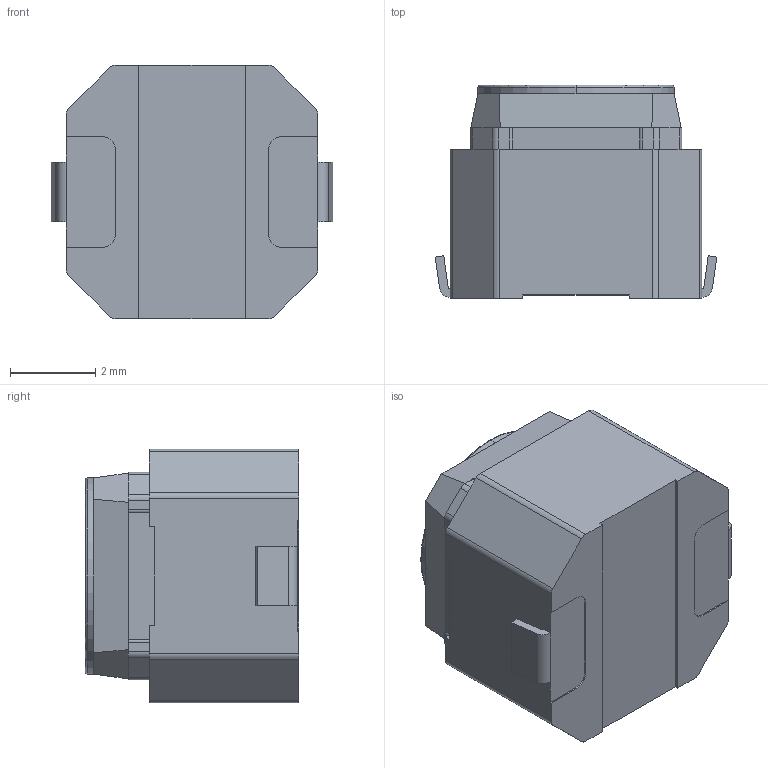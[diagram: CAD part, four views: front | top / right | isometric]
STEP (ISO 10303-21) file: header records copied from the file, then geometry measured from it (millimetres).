
FILE_DESCRIPTION(('STEP AP242'),'1');
FILE_NAME('skpmbhe010.stp','2020-11-25T14:54:12',('TraceParts'),('TraceParts S.A.'),'Spatial InterOp 3D',' ',' ');
FILE_SCHEMA(('AP242_MANAGED_MODEL_BASED_3D_ENGINEERING_MIM_LF {1 0 10303 442 1 1 4}'));
Length unit declared in the file: millimetre
Products named in the file (1): skpmbhe010
Bounding box: 6.6 x 5 x 5.94 mm (x, y, z)
Volume: 145.3 mm3; surface area: 186.6 mm2
Topology: 1 solids, 1 shells, 163 faces, 452 edges, 292 vertices
Faces by surface type: plane 123, cylinder 38, torus 2
Entity records: 6473 total; most frequent: CARTESIAN_POINT 908, ORIENTED_EDGE 904, DIRECTION 862, EDGE_CURVE 452, LINE 370, VECTOR 370, VERTEX_POINT 292, AXIS2_PLACEMENT_3D 246
